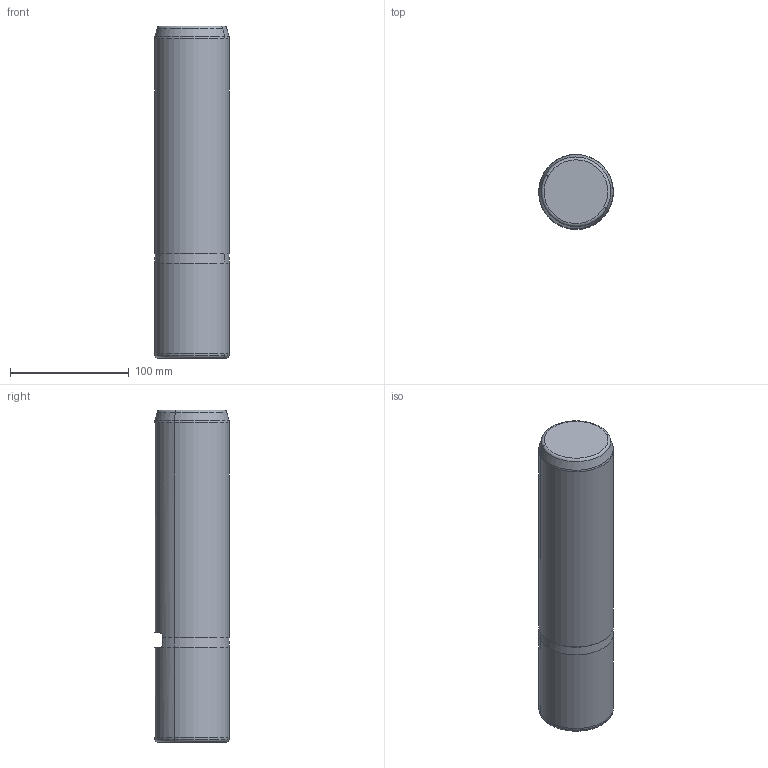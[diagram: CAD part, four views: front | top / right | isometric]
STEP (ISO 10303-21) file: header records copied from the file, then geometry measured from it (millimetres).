
FILE_DESCRIPTION(('CATIA V5 STEP Exchange'),'2;1');
FILE_NAME('RDCO114.63280.stp','2017-03-08T08:06:48+00:00',('none'),('none'),'CATIA Version 5 Release 19 GA (IN-10)','CATIA V5 STEP AP203','none');
FILE_SCHEMA(('CONFIG_CONTROL_DESIGN'));
Length unit declared in the file: millimetre
Products named in the file (1): RDCO114.63280
Bounding box: 62.99 x 62.98 x 280 mm (x, y, z)
Volume: 867485.1 mm3; surface area: 61090.5 mm2
Topology: 1 solids, 1 shells, 25 faces, 58 edges, 39 vertices
Faces by surface type: cone 7, cylinder 6, plane 6, torus 6
Entity records: 733 total; most frequent: CARTESIAN_POINT 166, ORIENTED_EDGE 110, DIRECTION 88, EDGE_CURVE 55, AXIS2_PLACEMENT_3D 50, VERTEX_POINT 32, CIRCLE 31, ADVANCED_FACE 25
